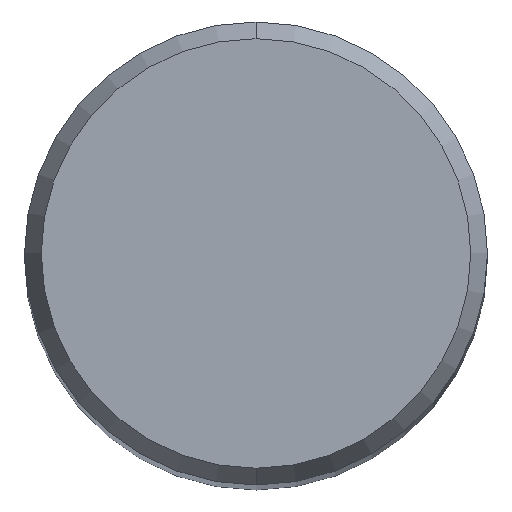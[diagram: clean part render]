
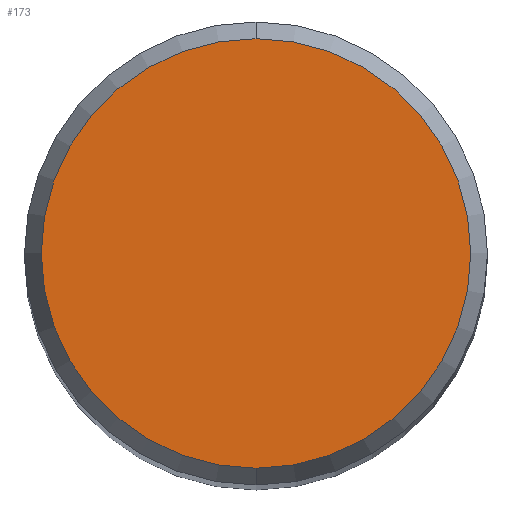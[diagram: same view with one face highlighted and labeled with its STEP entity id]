
A CAD part, top view. The second image highlights one B-rep face of the part: STEP entity #173.
In plain terms, the highlighted planar face has unit normal (0, 0, 1).
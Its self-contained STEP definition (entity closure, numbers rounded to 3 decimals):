
#173=ADVANCED_FACE('',(#334),#335,.T.);
#197=EDGE_CURVE('',#223,#219,#360,.T.);
#219=VERTEX_POINT('',#386);
#223=VERTEX_POINT('',#390);
#227=EDGE_CURVE('',#219,#223,#395,.T.);
#334=FACE_OUTER_BOUND('',#519,.T.);
#335=PLANE('',#520);
#360=CIRCLE('',#557,2.946);
#386=CARTESIAN_POINT('',(0.,-2.946,0.0));
#390=CARTESIAN_POINT('',(0.0,2.946,0.0));
#395=CIRCLE('',#596,2.946);
#519=EDGE_LOOP('',(#711,#712));
#520=AXIS2_PLACEMENT_3D('',#713,#714,#715);
#557=AXIS2_PLACEMENT_3D('',#737,#738,#739);
#596=AXIS2_PLACEMENT_3D('',#787,#788,#789);
#711=ORIENTED_EDGE('',*,*,#197,.F.);
#712=ORIENTED_EDGE('',*,*,#227,.F.);
#713=CARTESIAN_POINT('',(0.0,1.473,0.0));
#714=DIRECTION('',(-0.0,0.0,1.0));
#715=DIRECTION('',(0.0,-1.0,0.0));
#737=CARTESIAN_POINT('',(0.0,0.0,0.0));
#738=DIRECTION('',(0.0,0.0,-1.0));
#739=DIRECTION('',(0.0,1.0,0.0));
#787=CARTESIAN_POINT('',(0.0,0.0,0.0));
#788=DIRECTION('',(0.0,0.0,-1.0));
#789=DIRECTION('',(0.0,1.0,0.0));
